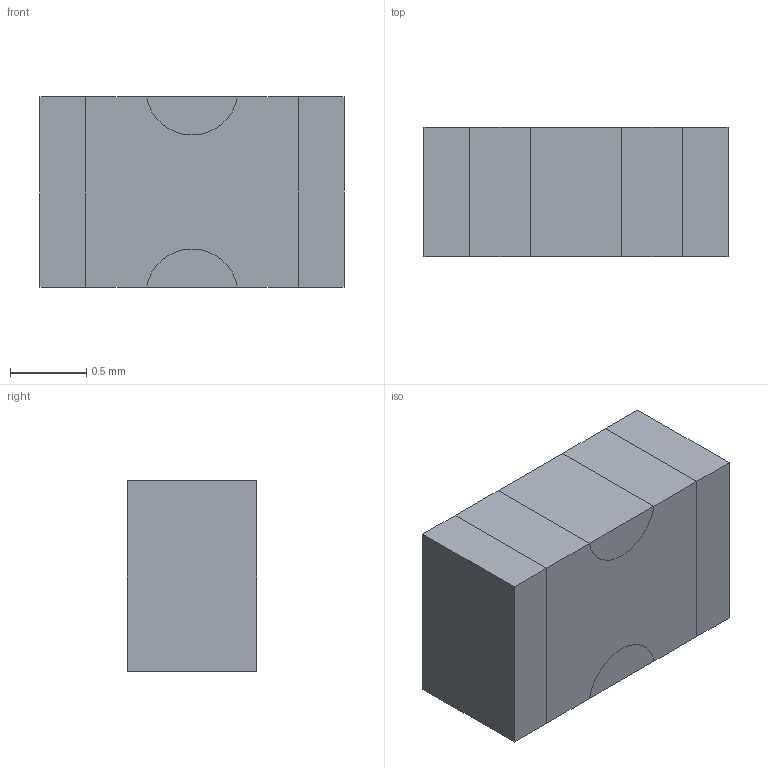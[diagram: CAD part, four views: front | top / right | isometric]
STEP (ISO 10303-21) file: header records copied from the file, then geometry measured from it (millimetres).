
FILE_DESCRIPTION (( 'STEP AP214' ), '1' );
FILE_NAME ('NFM21PC105B1C3D.STEP', '2021-11-22T08:46:40', ( '' ), ( '' ), 'SwSTEP 2.0', 'SolidWorks 2018', '' );
FILE_SCHEMA (( 'AUTOMOTIVE_DESIGN' ));
Length unit declared in the file: millimetre
Products named in the file (2): NFM21PC105B1C3D
Bounding box: 2 x 0.85 x 1.25 mm (x, y, z)
Volume: 2.1 mm3; surface area: 17.7 mm2
Topology: 5 solids, 5 shells, 32 faces, 66 edges, 44 vertices
Faces by surface type: plane 26, cylinder 6
Entity records: 1279 total; most frequent: DIRECTION 146, CARTESIAN_POINT 144, ORIENTED_EDGE 132, EDGE_CURVE 66, VECTOR 54, LINE 54, AXIS2_PLACEMENT_3D 46, VERTEX_POINT 44
